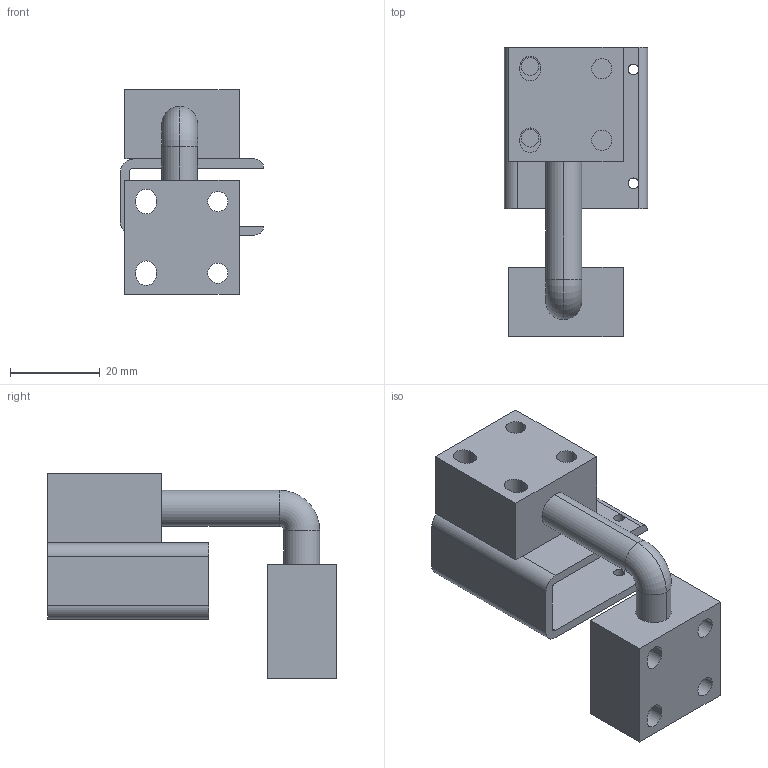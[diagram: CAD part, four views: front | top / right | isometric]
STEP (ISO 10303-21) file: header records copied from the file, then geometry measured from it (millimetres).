
FILE_DESCRIPTION((''),'2;1');
FILE_NAME('CAD-8797_SW0001','2023-09-05T09:03:26',('creinig-se'),(''),'CREO PARAMETRIC BY PTC INC, 2022284','CREO PARAMETRIC BY PTC INC, 2022284','');
FILE_SCHEMA(('CONFIG_CONTROL_DESIGN','SHAPE_APPEARANCE_LAYERS_GROUPS'));
Length unit declared in the file: millimetre
Products named in the file (1): CAD-8797_SW0001
Bounding box: 32 x 64.5 x 45.75 mm (x, y, z)
Volume: 25354.8 mm3; surface area: 13074.4 mm2
Topology: 1 solids, 1 shells, 72 faces, 199 edges, 131 vertices
Faces by surface type: cylinder 38, plane 32, torus 2
Entity records: 2958 total; most frequent: CARTESIAN_POINT 435, DIRECTION 413, ORIENTED_EDGE 398, EDGE_CURVE 199, AXIS2_PLACEMENT_3D 150, VERTEX_POINT 131, VECTOR 113, LINE 113
